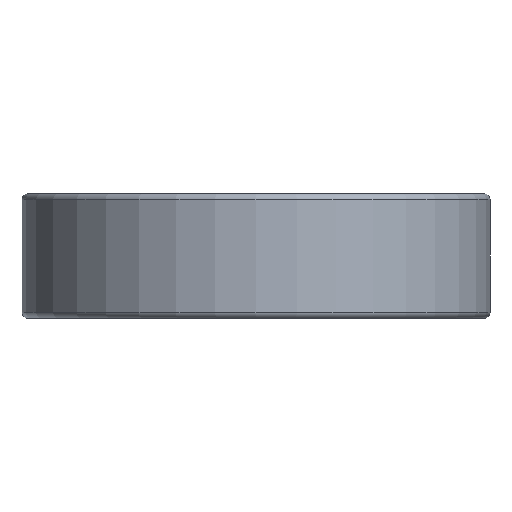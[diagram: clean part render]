
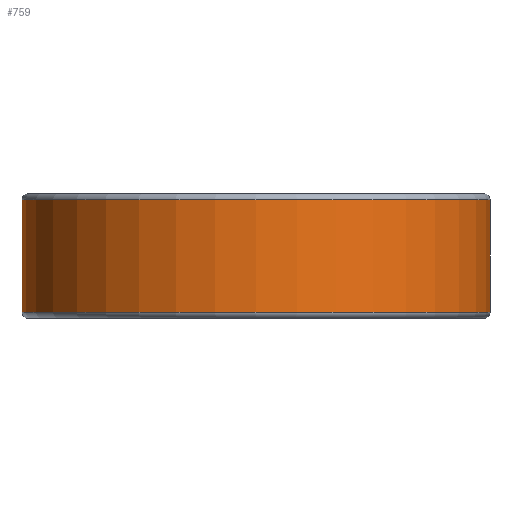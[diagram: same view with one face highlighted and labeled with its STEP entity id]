
A CAD part, front view. The second image highlights one B-rep face of the part: STEP entity #759.
In plain terms, the highlighted cylindrical face has radius 7.5 mm (diameter 15 mm), a full revolution.
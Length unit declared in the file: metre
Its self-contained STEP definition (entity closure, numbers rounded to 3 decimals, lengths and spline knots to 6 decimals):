
#52=CYLINDRICAL_SURFACE('',#899,0.0075);
#149=ORIENTED_EDGE('',*,*,#277,.T.);
#150=ORIENTED_EDGE('',*,*,#278,.T.);
#277=EDGE_CURVE('',#349,#349,#419,.T.);
#278=EDGE_CURVE('',#350,#350,#420,.T.);
#349=VERTEX_POINT('',#1391);
#350=VERTEX_POINT('',#1393);
#419=CIRCLE('',#900,0.0075);
#420=CIRCLE('',#901,0.0075);
#504=EDGE_LOOP('',(#149));
#505=EDGE_LOOP('',(#150));
#644=FACE_BOUND('',#504,.T.);
#645=FACE_BOUND('',#505,.T.);
#759=ADVANCED_FACE('',(#644,#645),#52,.T.);
#899=AXIS2_PLACEMENT_3D('',#1389,#1133,#1134);
#900=AXIS2_PLACEMENT_3D('',#1390,#1135,#1136);
#901=AXIS2_PLACEMENT_3D('',#1392,#1137,#1138);
#1133=DIRECTION('',(0.,0.,-1.));
#1134=DIRECTION('',(0.,1.,0.));
#1135=DIRECTION('',(0.,0.,1.));
#1136=DIRECTION('',(0.,-1.,0.));
#1137=DIRECTION('',(0.,0.,-1.));
#1138=DIRECTION('',(0.,-1.,0.));
#1389=CARTESIAN_POINT('',(0.,0.06435,-0.090625));
#1390=CARTESIAN_POINT('',(0.,0.06435,-0.092425));
#1391=CARTESIAN_POINT('',(0.,0.05685,-0.092425));
#1392=CARTESIAN_POINT('',(0.,0.06435,-0.088825));
#1393=CARTESIAN_POINT('',(0.,0.05685,-0.088825));
